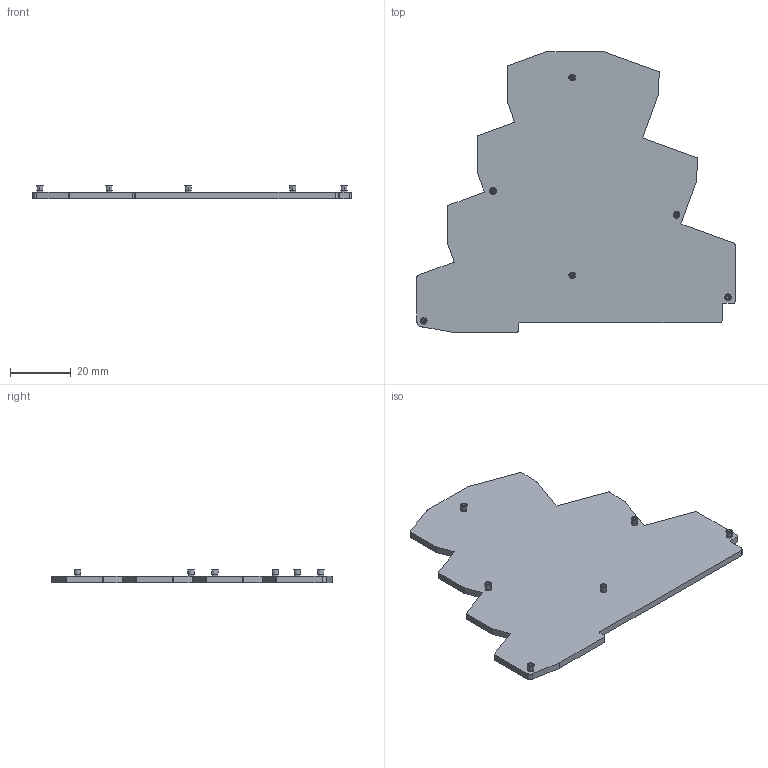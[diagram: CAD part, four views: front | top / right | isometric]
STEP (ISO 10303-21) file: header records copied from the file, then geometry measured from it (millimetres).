
FILE_DESCRIPTION((''),'2;1');
FILE_NAME('8YB750371','2024-02-23T',('Administrator'),(''),'PRO/ENGINEER BY PARAMETRIC TECHNOLOGY CORPORATION, 2013230','PRO/ENGINEER BY PARAMETRIC TECHNOLOGY CORPORATION, 2013230','');
FILE_SCHEMA(('CONFIG_CONTROL_DESIGN'));
Length unit declared in the file: millimetre
Products named in the file (1): 8YB750371
Bounding box: 104.5 x 92.2 x 4.4 mm (x, y, z)
Volume: 14369.5 mm3; surface area: 14087 mm2
Topology: 1 solids, 3 shells, 142 faces, 329 edges, 206 vertices
Faces by surface type: plane 49, cylinder 37, cone 28, torus 16, bspline 12
Entity records: 4392 total; most frequent: CARTESIAN_POINT 1001, DIRECTION 763, ORIENTED_EDGE 658, EDGE_CURVE 329, AXIS2_PLACEMENT_3D 304, VERTEX_POINT 206, CIRCLE 174, VECTOR 155
